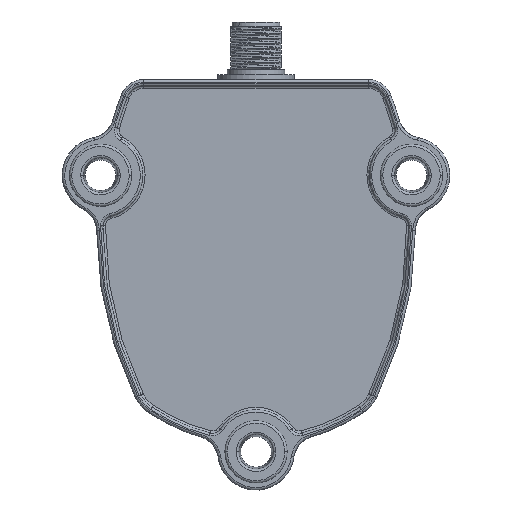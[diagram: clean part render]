
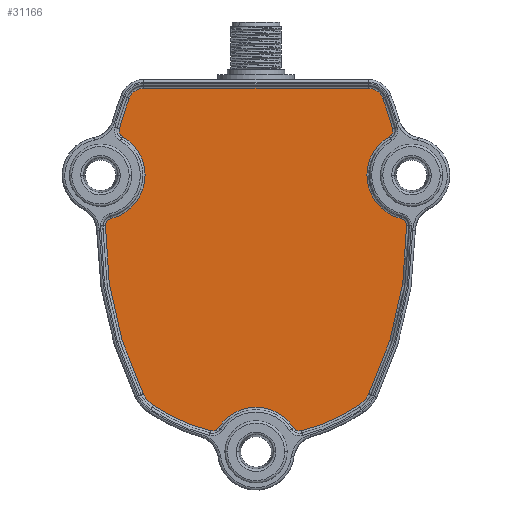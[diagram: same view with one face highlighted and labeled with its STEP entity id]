
A CAD part, front view. The second image highlights one B-rep face of the part: STEP entity #31166.
In plain terms, the highlighted planar face has unit normal (0, -1, 0).
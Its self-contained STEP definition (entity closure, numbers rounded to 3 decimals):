
#9828=CARTESIAN_POINT('',(-22.374,5.917,1.865));
#9829=DIRECTION('',(0.,1.,0.));
#9830=DIRECTION('',(-1.,0.,0.011));
#9831=AXIS2_PLACEMENT_3D('',#9828,#9829,#9830);
#9833=CARTESIAN_POINT('',(-24.903,5.917,12.389));
#9834=DIRECTION('',(0.,-1.,0.));
#9835=DIRECTION('',(0.234,0.,-0.972));
#9836=AXIS2_PLACEMENT_3D('',#9833,#9834,#9835);
#9838=CARTESIAN_POINT('',(-19.509,5.917,21.772));
#9839=DIRECTION('',(0.,1.,0.));
#9840=DIRECTION('',(-0.498,0.,-0.867));
#9841=AXIS2_PLACEMENT_3D('',#9838,#9839,#9840);
#9843=CARTESIAN_POINT('',(54.297,5.917,0.989));
#9844=DIRECTION('',(0.,1.,0.));
#9845=DIRECTION('',(-0.963,0.,0.271));
#9846=AXIS2_PLACEMENT_3D('',#9843,#9844,#9845);
#9848=CARTESIAN_POINT('',(-15.903,5.917,27.389));
#9849=DIRECTION('',(0.,1.,0.));
#9850=DIRECTION('',(-0.936,0.,0.352));
#9851=AXIS2_PLACEMENT_3D('',#9848,#9849,#9850);
#9853=CARTESIAN_POINT('',(31.097,5.917,27.389));
#9854=DIRECTION('',(0.,1.,0.));
#9855=DIRECTION('',(0.,0.,1.));
#9856=AXIS2_PLACEMENT_3D('',#9853,#9854,#9855);
#9858=CARTESIAN_POINT('',(-39.103,5.917,0.989));
#9859=DIRECTION('',(0.,1.,0.));
#9860=DIRECTION('',(0.936,0.,0.352));
#9861=AXIS2_PLACEMENT_3D('',#9858,#9859,#9860);
#9863=CARTESIAN_POINT('',(34.703,5.917,21.772));
#9864=DIRECTION('',(0.,1.,0.));
#9865=DIRECTION('',(0.963,0.,0.271));
#9866=AXIS2_PLACEMENT_3D('',#9863,#9864,#9865);
#9868=CARTESIAN_POINT('',(40.097,5.917,12.389));
#9869=DIRECTION('',(0.,-1.,0.));
#9870=DIRECTION('',(-0.498,0.,0.867));
#9871=AXIS2_PLACEMENT_3D('',#9868,#9869,#9870);
#9873=CARTESIAN_POINT('',(37.568,5.917,1.865));
#9874=DIRECTION('',(0.,1.,0.));
#9875=DIRECTION('',(0.234,0.,0.972));
#9876=AXIS2_PLACEMENT_3D('',#9873,#9874,#9875);
#9878=CARTESIAN_POINT('',(-39.103,5.917,0.989));
#9879=DIRECTION('',(0.,1.,0.));
#9880=DIRECTION('',(1.,0.,0.011));
#9881=AXIS2_PLACEMENT_3D('',#9878,#9879,#9880);
#9883=CARTESIAN_POINT('',(25.618,5.917,-30.557));
#9884=DIRECTION('',(0.,1.,0.));
#9885=DIRECTION('',(0.899,0.,-0.438));
#9886=AXIS2_PLACEMENT_3D('',#9883,#9884,#9885);
#9888=CARTESIAN_POINT('',(7.597,5.917,-3.511));
#9889=DIRECTION('',(0.,1.,0.));
#9890=DIRECTION('',(0.555,0.,-0.832));
#9891=AXIS2_PLACEMENT_3D('',#9888,#9889,#9890);
#9893=CARTESIAN_POINT('',(16.7,5.917,-39.556));
#9894=DIRECTION('',(0.,1.,0.));
#9895=DIRECTION('',(0.245,0.,-0.97));
#9896=AXIS2_PLACEMENT_3D('',#9893,#9894,#9895);
#9898=CARTESIAN_POINT('',(7.597,5.917,-45.411));
#9899=DIRECTION('',(0.,-1.,0.));
#9900=DIRECTION('',(0.841,0.,0.541));
#9901=AXIS2_PLACEMENT_3D('',#9898,#9899,#9900);
#9903=CARTESIAN_POINT('',(-1.506,5.917,
-39.556));
#9904=DIRECTION('',(0.,1.,0.));
#9905=DIRECTION('',(0.841,0.,-0.541));
#9906=AXIS2_PLACEMENT_3D('',#9903,#9904,#9905);
#9908=CARTESIAN_POINT('',(7.597,5.917,-3.511));
#9909=DIRECTION('',(0.,1.,0.));
#9910=DIRECTION('',(-0.245,0.,-0.97));
#9911=AXIS2_PLACEMENT_3D('',#9908,#9909,#9910);
#9913=CARTESIAN_POINT('',(-10.424,5.917,
-30.557));
#9914=DIRECTION('',(0.,1.,0.));
#9915=DIRECTION('',(-0.555,0.,-0.832));
#9916=AXIS2_PLACEMENT_3D('',#9913,#9914,#9915);
#9918=CARTESIAN_POINT('',(54.297,5.917,0.989));
#9919=DIRECTION('',(0.,1.,0.));
#9920=DIRECTION('',(-0.899,0.,-0.438));
#9921=AXIS2_PLACEMENT_3D('',#9918,#9919,#9920);
#9983=DIRECTION('',(-1.,0.,0.));
#9984=VECTOR('',#9983,47.);
#9985=CARTESIAN_POINT('',(31.097,5.917,30.564));
#9986=LINE('',#9985,#9984);
#10643=CARTESIAN_POINT('',(-23.873,5.917,
1.882));
#10644=CARTESIAN_POINT('',(-22.724,5.917,
3.322));
#10645=VERTEX_POINT('',#10643);
#10646=VERTEX_POINT('',#10644);
#10647=CARTESIAN_POINT('',(-20.256,5.917,
20.473));
#10648=VERTEX_POINT('',#10647);
#10649=CARTESIAN_POINT('',(-20.952,5.917,
22.179));
#10650=VERTEX_POINT('',#10649);
#10651=CARTESIAN_POINT('',(-18.875,5.917,
28.506));
#10652=VERTEX_POINT('',#10651);
#10653=CARTESIAN_POINT('',(-15.903,5.917,
30.564));
#10654=VERTEX_POINT('',#10653);
#10655=CARTESIAN_POINT('',(31.097,5.917,30.564));
#10656=VERTEX_POINT('',#10655);
#10657=CARTESIAN_POINT('',(34.069,5.917,28.506));
#10658=VERTEX_POINT('',#10657);
#10659=CARTESIAN_POINT('',(36.146,5.917,22.179));
#10660=VERTEX_POINT('',#10659);
#10661=CARTESIAN_POINT('',(35.45,5.917,20.473));
#10662=VERTEX_POINT('',#10661);
#10663=CARTESIAN_POINT('',(37.918,5.917,3.322));
#10664=VERTEX_POINT('',#10663);
#10665=CARTESIAN_POINT('',(39.067,5.917,1.882));
#10666=VERTEX_POINT('',#10665);
#10667=CARTESIAN_POINT('',(31.169,5.917,
-33.263));
#10668=VERTEX_POINT('',#10667);
#10669=CARTESIAN_POINT('',(29.043,5.917,
-35.696));
#10670=VERTEX_POINT('',#10669);
#10671=CARTESIAN_POINT('',(17.067,5.917,
-41.009));
#10672=VERTEX_POINT('',#10671);
#10673=CARTESIAN_POINT('',(15.439,5.917,
-40.367));
#10674=VERTEX_POINT('',#10673);
#10675=CARTESIAN_POINT('',(-0.245,5.917,
-40.367));
#10676=VERTEX_POINT('',#10675);
#10677=CARTESIAN_POINT('',(-1.873,5.917,
-41.009));
#10678=VERTEX_POINT('',#10677);
#10679=CARTESIAN_POINT('',(-13.849,5.917,
-35.696));
#10680=VERTEX_POINT('',#10679);
#10681=CARTESIAN_POINT('',(-15.975,5.917,
-33.263));
#10682=VERTEX_POINT('',#10681);
#31120=CARTESIAN_POINT('',(7.597,5.917,
-11.111));
#31121=DIRECTION('',(0.,-1.,0.));
#31122=DIRECTION('',(-1.,0.,0.));
#31123=AXIS2_PLACEMENT_3D('',#31120,#31121,#31122);
#31124=PLANE('',#31123);
#31126=ORIENTED_EDGE('',*,*,#31125,.T.);
#31128=ORIENTED_EDGE('',*,*,#31127,.T.);
#31130=ORIENTED_EDGE('',*,*,#31129,.T.);
#31132=ORIENTED_EDGE('',*,*,#31131,.T.);
#31134=ORIENTED_EDGE('',*,*,#31133,.T.);
#31136=ORIENTED_EDGE('',*,*,#31135,.F.);
#31138=ORIENTED_EDGE('',*,*,#31137,.T.);
#31140=ORIENTED_EDGE('',*,*,#31139,.T.);
#31142=ORIENTED_EDGE('',*,*,#31141,.T.);
#31144=ORIENTED_EDGE('',*,*,#31143,.T.);
#31146=ORIENTED_EDGE('',*,*,#31145,.T.);
#31148=ORIENTED_EDGE('',*,*,#31147,.T.);
#31150=ORIENTED_EDGE('',*,*,#31149,.T.);
#31152=ORIENTED_EDGE('',*,*,#31151,.T.);
#31154=ORIENTED_EDGE('',*,*,#31153,.T.);
#31156=ORIENTED_EDGE('',*,*,#31155,.T.);
#31158=ORIENTED_EDGE('',*,*,#31157,.T.);
#31160=ORIENTED_EDGE('',*,*,#31159,.T.);
#31161=ORIENTED_EDGE('',*,*,#31103,.T.);
#31163=ORIENTED_EDGE('',*,*,#31162,.T.);
#31164=EDGE_LOOP('',(#31126,#31128,#31130,#31132,#31134,#31136,#31138,#31140,
#31142,#31144,#31146,#31148,#31150,#31152,#31154,#31156,#31158,#31160,#31161,
#31163));
#31165=FACE_OUTER_BOUND('',#31164,.F.);
#31166=ADVANCED_FACE('',(#31165),#31124,.T.);
#9832=CIRCLE('',#9831,1.499);
#9837=CIRCLE('',#9836,9.325);
#9842=CIRCLE('',#9841,1.499);
#9847=CIRCLE('',#9846,78.175);
#9852=CIRCLE('',#9851,3.175);
#9857=CIRCLE('',#9856,3.175);
#9862=CIRCLE('',#9861,78.175);
#9867=CIRCLE('',#9866,1.499);
#9872=CIRCLE('',#9871,9.325);
#9877=CIRCLE('',#9876,1.499);
#9882=CIRCLE('',#9881,78.175);
#9887=CIRCLE('',#9886,6.175);
#9892=CIRCLE('',#9891,38.675);
#9897=CIRCLE('',#9896,1.499);
#9902=CIRCLE('',#9901,9.325);
#9907=CIRCLE('',#9906,1.499);
#9912=CIRCLE('',#9911,38.675);
#9917=CIRCLE('',#9916,6.175);
#9922=CIRCLE('',#9921,78.175);
#31103=EDGE_CURVE('',#10680,#10682,#9917,.T.);
#31125=EDGE_CURVE('',#10645,#10646,#9832,.T.);
#31127=EDGE_CURVE('',#10646,#10648,#9837,.T.);
#31129=EDGE_CURVE('',#10648,#10650,#9842,.T.);
#31131=EDGE_CURVE('',#10650,#10652,#9847,.T.);
#31133=EDGE_CURVE('',#10652,#10654,#9852,.T.);
#31135=EDGE_CURVE('',#10656,#10654,#9986,.T.);
#31137=EDGE_CURVE('',#10656,#10658,#9857,.T.);
#31139=EDGE_CURVE('',#10658,#10660,#9862,.T.);
#31141=EDGE_CURVE('',#10660,#10662,#9867,.T.);
#31143=EDGE_CURVE('',#10662,#10664,#9872,.T.);
#31145=EDGE_CURVE('',#10664,#10666,#9877,.T.);
#31147=EDGE_CURVE('',#10666,#10668,#9882,.T.);
#31149=EDGE_CURVE('',#10668,#10670,#9887,.T.);
#31151=EDGE_CURVE('',#10670,#10672,#9892,.T.);
#31153=EDGE_CURVE('',#10672,#10674,#9897,.T.);
#31155=EDGE_CURVE('',#10674,#10676,#9902,.T.);
#31157=EDGE_CURVE('',#10676,#10678,#9907,.T.);
#31159=EDGE_CURVE('',#10678,#10680,#9912,.T.);
#31162=EDGE_CURVE('',#10682,#10645,#9922,.T.);
